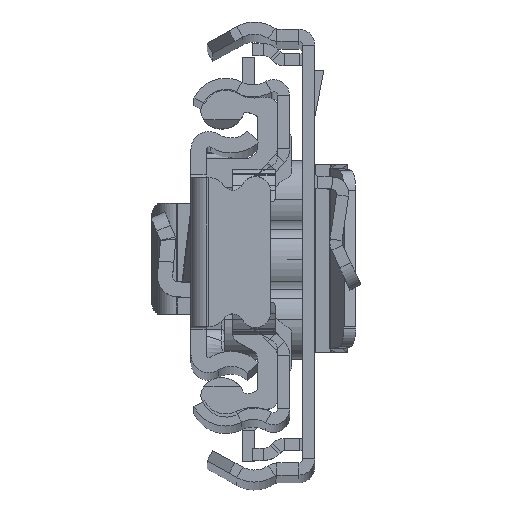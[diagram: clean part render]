
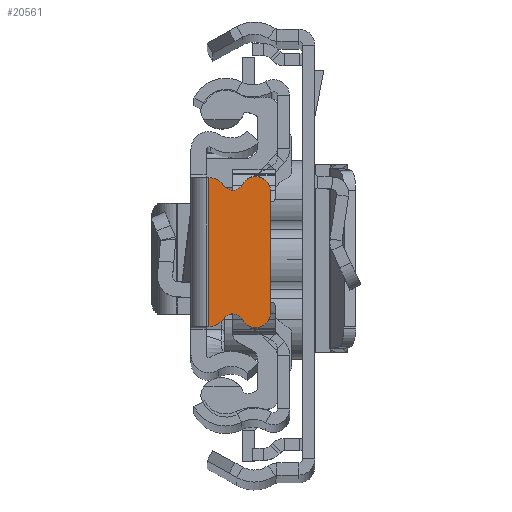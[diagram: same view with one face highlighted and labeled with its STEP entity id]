
A CAD part, top view. The second image highlights one B-rep face of the part: STEP entity #20561.
In plain terms, the highlighted planar face has unit normal (0, 0, 1).
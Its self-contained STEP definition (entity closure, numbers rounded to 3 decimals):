
#792 = CARTESIAN_POINT ( 'NONE',  ( -1.929, -7.37, 0. ) ) ;
#1097 = CARTESIAN_POINT ( 'NONE',  ( -3.206, -6.658, 0. ) ) ;
#1374 = AXIS2_PLACEMENT_3D ( 'NONE', #11216, #19405, #25492 ) ;
#1581 = EDGE_CURVE ( 'NONE', #3848, #12623, #10629, .T. ) ;
#1756 = EDGE_CURVE ( 'NONE', #5975, #3573, #7006, .T. ) ;
#1850 = VERTEX_POINT ( 'NONE', #16038 ) ;
#2043 = DIRECTION ( 'NONE',  ( 0., 0., 1. ) ) ;
#2537 = ORIENTED_EDGE ( 'NONE', *, *, #12031, .T. ) ;
#2791 = ORIENTED_EDGE ( 'NONE', *, *, #7534, .F. ) ;
#2792 = VERTEX_POINT ( 'NONE', #5974 ) ;
#3047 = CARTESIAN_POINT ( 'NONE',  ( -7.929, 6., 0. ) ) ;
#3573 = VERTEX_POINT ( 'NONE', #8319 ) ;
#3747 = VECTOR ( 'NONE', #8296, 1000. ) ;
#3848 = VERTEX_POINT ( 'NONE', #4048 ) ;
#4048 = CARTESIAN_POINT ( 'NONE',  ( -5.109, 6.713, 0. ) ) ;
#4497 = CARTESIAN_POINT ( 'NONE',  ( -3.206, 6.658, 0. ) ) ;
#4595 = CARTESIAN_POINT ( 'NONE',  ( -1.75, -7.37, 0. ) ) ;
#4669 = CARTESIAN_POINT ( 'NONE',  ( -1.929, 7.37, 0. ) ) ;
#5318 = DIRECTION ( 'NONE',  ( -1., 0., 0. ) ) ;
#5379 = CARTESIAN_POINT ( 'NONE',  ( -4.142, 7.236, 0. ) ) ;
#5387 = EDGE_LOOP ( 'NONE', ( #21526, #10671, #10599, #17072, #11638, #6079, #2537, #10316, #25012, #2791 ) ) ;
#5445 = AXIS2_PLACEMENT_3D ( 'NONE', #15714, #11442, #25957 ) ;
#5538 = CARTESIAN_POINT ( 'NONE',  ( -1.929, -5.87, 0. ) ) ;
#5674 = CARTESIAN_POINT ( 'NONE',  ( -1.75, 0., 0. ) ) ;
#5693 = CIRCLE ( 'NONE', #20763, 1.5 ) ;
#5974 = CARTESIAN_POINT ( 'NONE',  ( -7.929, -6., 0. ) ) ;
#5975 = VERTEX_POINT ( 'NONE', #4669 ) ;
#6079 = ORIENTED_EDGE ( 'NONE', *, *, #11167, .T. ) ;
#6314 = AXIS2_PLACEMENT_3D ( 'NONE', #5379, #21936, #23958 ) ;
#7006 = LINE ( 'NONE', #18497, #3747 ) ;
#7086 = LINE ( 'NONE', #11249, #22195 ) ;
#7107 = VECTOR ( 'NONE', #17345, 1000. ) ;
#7534 = EDGE_CURVE ( 'NONE', #16438, #7557, #7086, .T. ) ;
#7557 = VERTEX_POINT ( 'NONE', #792 ) ;
#8231 = DIRECTION ( 'NONE',  ( -1., 0., 0. ) ) ;
#8296 = DIRECTION ( 'NONE',  ( 1., 0., 0. ) ) ;
#8319 = CARTESIAN_POINT ( 'NONE',  ( -1.75, 7.37, 0. ) ) ;
#9600 = VECTOR ( 'NONE', #16290, 1000. ) ;
#9827 = DIRECTION ( 'NONE',  ( 0., 0., 1. ) ) ;
#10316 = ORIENTED_EDGE ( 'NONE', *, *, #16473, .T. ) ;
#10599 = ORIENTED_EDGE ( 'NONE', *, *, #25564, .T. ) ;
#10629 = CIRCLE ( 'NONE', #19196, 1.5 ) ;
#10671 = ORIENTED_EDGE ( 'NONE', *, *, #1756, .F. ) ;
#11167 = EDGE_CURVE ( 'NONE', #12623, #2792, #21424, .T. ) ;
#11216 = CARTESIAN_POINT ( 'NONE',  ( -6.429, -6., 0. ) ) ;
#11249 = CARTESIAN_POINT ( 'NONE',  ( -1.929, -7.37, 0. ) ) ;
#11442 = DIRECTION ( 'NONE',  ( 0., 0., -1. ) ) ;
#11638 = ORIENTED_EDGE ( 'NONE', *, *, #1581, .T. ) ;
#12031 = EDGE_CURVE ( 'NONE', #2792, #1850, #17236, .T. ) ;
#12259 = FACE_OUTER_BOUND ( 'NONE', #5387, .T. ) ;
#12623 = VERTEX_POINT ( 'NONE', #3047 ) ;
#12987 = EDGE_CURVE ( 'NONE', #24903, #7557, #5693, .T. ) ;
#13844 = PLANE ( 'NONE',  #15439 ) ;
#14007 = LINE ( 'NONE', #5674, #9600 ) ;
#15439 = AXIS2_PLACEMENT_3D ( 'NONE', #19917, #2043, #25311 ) ;
#15714 = CARTESIAN_POINT ( 'NONE',  ( -4.142, -7.236, 0. ) ) ;
#15740 = DIRECTION ( 'NONE',  ( 1., 0., 0. ) ) ;
#16038 = CARTESIAN_POINT ( 'NONE',  ( -5.109, -6.713, 0. ) ) ;
#16093 = CIRCLE ( 'NONE', #17376, 1.5 ) ;
#16192 = CIRCLE ( 'NONE', #5445, 1.1 ) ;
#16290 = DIRECTION ( 'NONE',  ( 0., -1., 0. ) ) ;
#16438 = VERTEX_POINT ( 'NONE', #4595 ) ;
#16473 = EDGE_CURVE ( 'NONE', #1850, #24903, #16192, .T. ) ;
#17072 = ORIENTED_EDGE ( 'NONE', *, *, #17527, .T. ) ;
#17236 = CIRCLE ( 'NONE', #1374, 1.5 ) ;
#17345 = DIRECTION ( 'NONE',  ( 0., -1., 0. ) ) ;
#17376 = AXIS2_PLACEMENT_3D ( 'NONE', #20833, #25137, #20969 ) ;
#17527 = EDGE_CURVE ( 'NONE', #25986, #3848, #22219, .T. ) ;
#18497 = CARTESIAN_POINT ( 'NONE',  ( -1.929, 7.37, 0. ) ) ;
#18979 = CARTESIAN_POINT ( 'NONE',  ( -7.929, -6., 0. ) ) ;
#19196 = AXIS2_PLACEMENT_3D ( 'NONE', #24934, #21022, #8231 ) ;
#19405 = DIRECTION ( 'NONE',  ( 0., 0., 1. ) ) ;
#19917 = CARTESIAN_POINT ( 'NONE',  ( 444.071, 0., 0. ) ) ;
#20561 = ADVANCED_FACE ( 'NONE', ( #12259 ), #13844, .T. ) ;
#20763 = AXIS2_PLACEMENT_3D ( 'NONE', #5538, #9827, #15740 ) ;
#20833 = CARTESIAN_POINT ( 'NONE',  ( -1.929, 5.87, 0. ) ) ;
#20969 = DIRECTION ( 'NONE',  ( -1., 0., 0. ) ) ;
#21022 = DIRECTION ( 'NONE',  ( 0., 0., 1. ) ) ;
#21424 = LINE ( 'NONE', #18979, #7107 ) ;
#21526 = ORIENTED_EDGE ( 'NONE', *, *, #24711, .F. ) ;
#21936 = DIRECTION ( 'NONE',  ( 0., 0., -1. ) ) ;
#22195 = VECTOR ( 'NONE', #5318, 1000. ) ;
#22219 = CIRCLE ( 'NONE', #6314, 1.1 ) ;
#23958 = DIRECTION ( 'NONE',  ( 1., 0., 0. ) ) ;
#24711 = EDGE_CURVE ( 'NONE', #3573, #16438, #14007, .T. ) ;
#24903 = VERTEX_POINT ( 'NONE', #1097 ) ;
#24934 = CARTESIAN_POINT ( 'NONE',  ( -6.429, 6., 0. ) ) ;
#25012 = ORIENTED_EDGE ( 'NONE', *, *, #12987, .T. ) ;
#25137 = DIRECTION ( 'NONE',  ( 0., 0., 1. ) ) ;
#25311 = DIRECTION ( 'NONE',  ( 1., 0., 0. ) ) ;
#25492 = DIRECTION ( 'NONE',  ( 1., 0., 0. ) ) ;
#25564 = EDGE_CURVE ( 'NONE', #5975, #25986, #16093, .T. ) ;
#25957 = DIRECTION ( 'NONE',  ( -1., 0., 0. ) ) ;
#25986 = VERTEX_POINT ( 'NONE', #4497 ) ;
